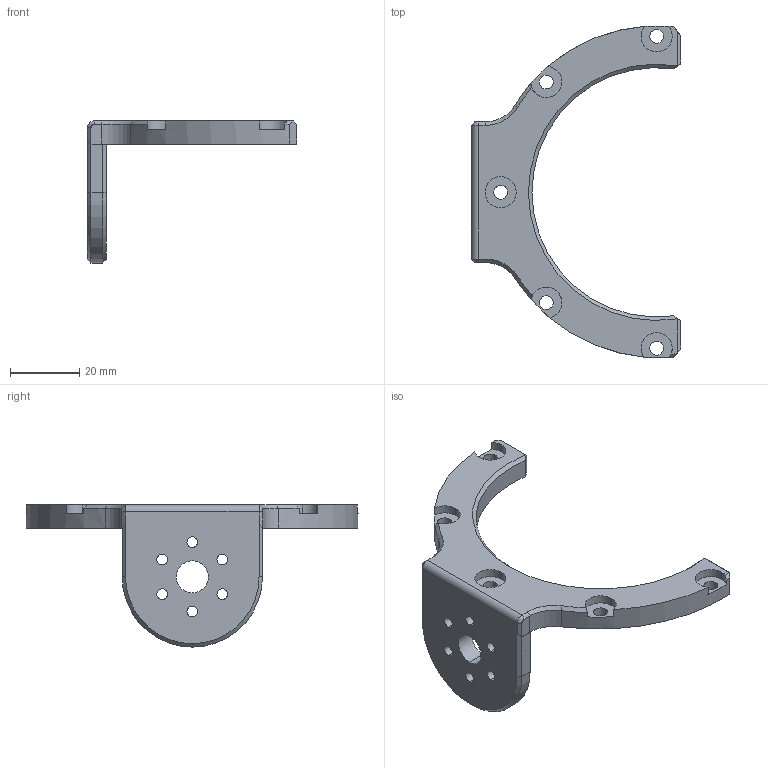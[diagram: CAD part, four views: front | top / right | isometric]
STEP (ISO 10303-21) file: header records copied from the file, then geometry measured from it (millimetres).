
FILE_DESCRIPTION (( 'STEP AP214' ), '1' );
FILE_NAME ('hip.STEP', '2024-11-02T12:59:41', ( '' ), ( '' ), 'SwSTEP 2.0', 'SolidWorks 2020', '' );
FILE_SCHEMA (( 'AUTOMOTIVE_DESIGN' ));
Length unit declared in the file: millimetre
Products named in the file (1): hip
Bounding box: 60.32 x 95.8 x 41.04 mm (x, y, z)
Volume: 17853.4 mm3; surface area: 9441.8 mm2
Topology: 1 solids, 1 shells, 103 faces, 266 edges, 172 vertices
Faces by surface type: cylinder 55, plane 37, cone 11
Entity records: 3272 total; most frequent: DIRECTION 596, CARTESIAN_POINT 566, ORIENTED_EDGE 532, EDGE_CURVE 266, AXIS2_PLACEMENT_3D 234, VERTEX_POINT 172, EDGE_LOOP 134, CIRCLE 130
